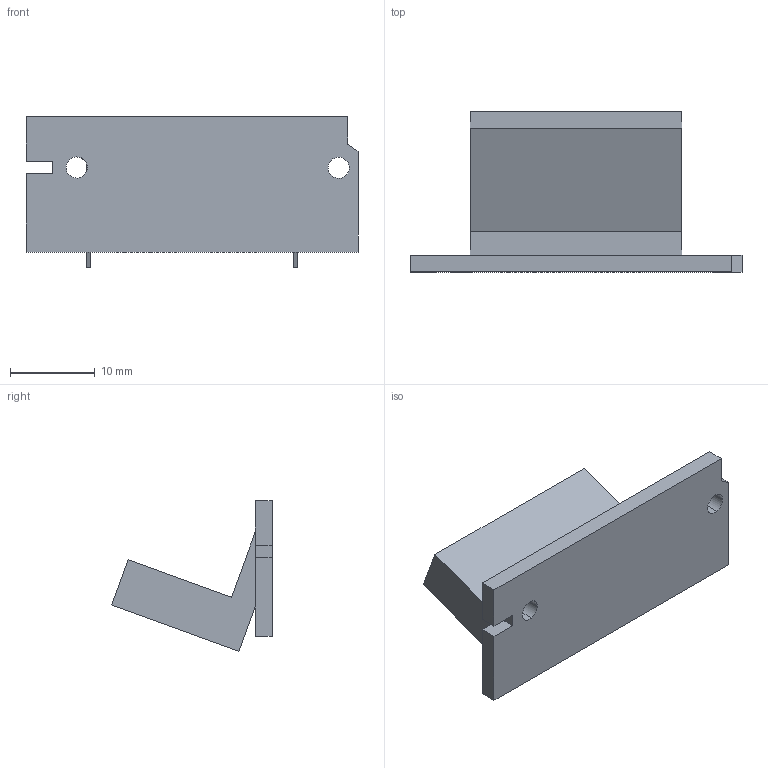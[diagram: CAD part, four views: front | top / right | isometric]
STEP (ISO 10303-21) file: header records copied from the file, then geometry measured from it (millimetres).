
FILE_DESCRIPTION(('produced by SPATIAL CORP'),'2;1');
FILE_NAME('Part23.hh.sat.stp', '2002-04-22T11:44:28+00:00',('SPATIAL CORP'),('SPATIAL CORP'), 'ACIS STEP Husk','http://www.spatial.com','SPATIAL CORP');
FILE_SCHEMA(('CONFIG_CONTROL_DESIGN'));
Length unit declared in the file: millimetre
Products named in the file (1): PRODUCT_ID_1
Bounding box: 39.29 x 18.98 x 17.8 mm (x, y, z)
Volume: 2056.4 mm3; surface area: 2833 mm2
Topology: 1 solids, 1 shells, 30 faces, 82 edges, 54 vertices
Faces by surface type: plane 24, cylinder 6
Entity records: 975 total; most frequent: ORIENTED_EDGE 164, CARTESIAN_POINT 156, DIRECTION 130, EDGE_CURVE 82, VECTOR 66, LINE 66, VERTEX_POINT 54, EDGE_LOOP 34
